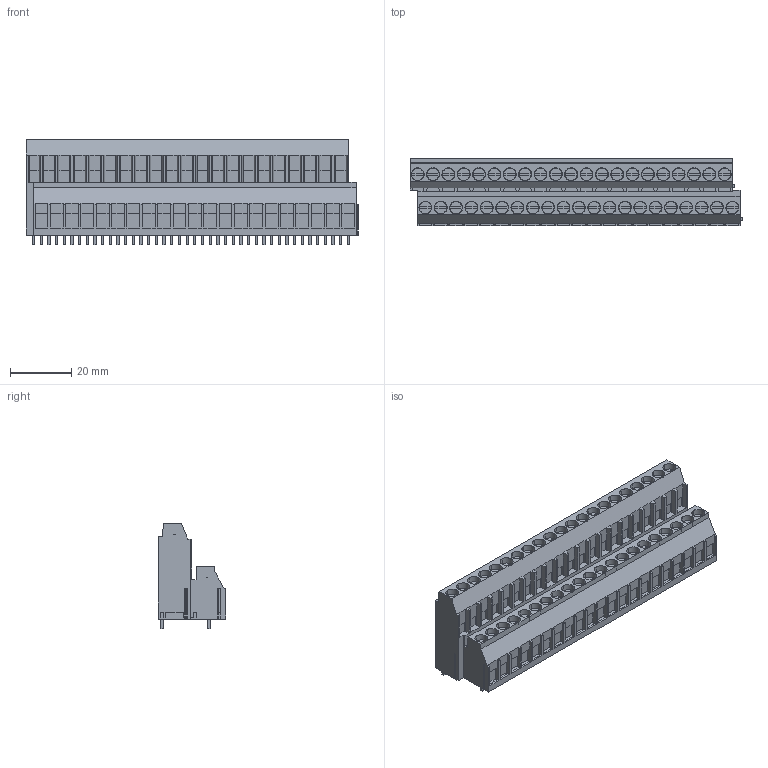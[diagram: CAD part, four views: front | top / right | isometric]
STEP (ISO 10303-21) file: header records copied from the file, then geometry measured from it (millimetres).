
FILE_DESCRIPTION(('CATIA V5 STEP','CAx-IF Rec.Pracs.--- Model Styling and Organization---1.4--- 2014-01-23'),'2;1');
FILE_NAME ('335086-1_0', '2024-03-18T13:07:52+00:00', ('none'), ('Weidmueller'), 'CATIA Version 5-6 Release 2016 SP3 HF44', 'CATIA V5 STEP AP214', 'none');
FILE_SCHEMA(('AUTOMOTIVE_DESIGN { 1 0 10303 214 1 1 1 1 }'));
Products named in the file (1): 1977440000
Bounding box: 108.15 x 21.94 x 34.47 mm (x, y, z)
Volume: 44343.3 mm3; surface area: 21393.4 mm2
Topology: 85 solids, 85 shells, 2314 faces, 6662 edges, 4561 vertices
Faces by surface type: plane 2146, cylinder 168
Entity records: 68878 total; most frequent: ORIENTED_EDGE 13324, CARTESIAN_POINT 13209, DIRECTION 8569, EDGE_CURVE 6662, VECTOR 5893, LINE 5893, VERTEX_POINT 4561, EDGE_LOOP 2357
